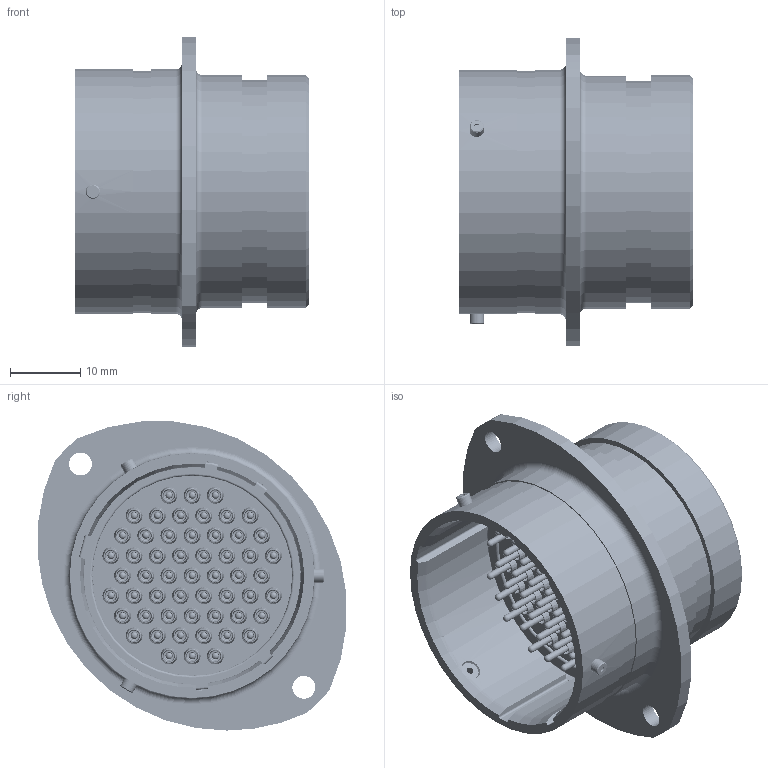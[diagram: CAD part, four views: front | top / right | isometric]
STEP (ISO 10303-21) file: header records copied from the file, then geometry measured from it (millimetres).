
FILE_DESCRIPTION (( 'STEP AP214' ), '1' );
FILE_NAME ('AS022-55PD.STEP', '2019-04-04T13:19:27', ( '' ), ( '' ), 'SwSTEP 2.0', 'SolidWorks 2016', '' );
FILE_SCHEMA (( 'AUTOMOTIVE_DESIGN' ));
Length unit declared in the file: millimetre
Products named in the file (1): AS022-55PD
Bounding box: 33.31 x 43.94 x 44 mm (x, y, z)
Volume: 18295.4 mm3; surface area: 20874.4 mm2
Topology: 65 solids, 65 shells, 2707 faces, 5597 edges, 3198 vertices
Faces by surface type: torus 1124, cylinder 771, cone 462, plane 332, sphere 18
Entity records: 103108 total; most frequent: DIRECTION 15226, CARTESIAN_POINT 11828, ORIENTED_EDGE 11162, AXIS2_PLACEMENT_3D 6981, EDGE_CURVE 5581, CIRCLE 4275, VERTEX_POINT 3192, EDGE_LOOP 3129
